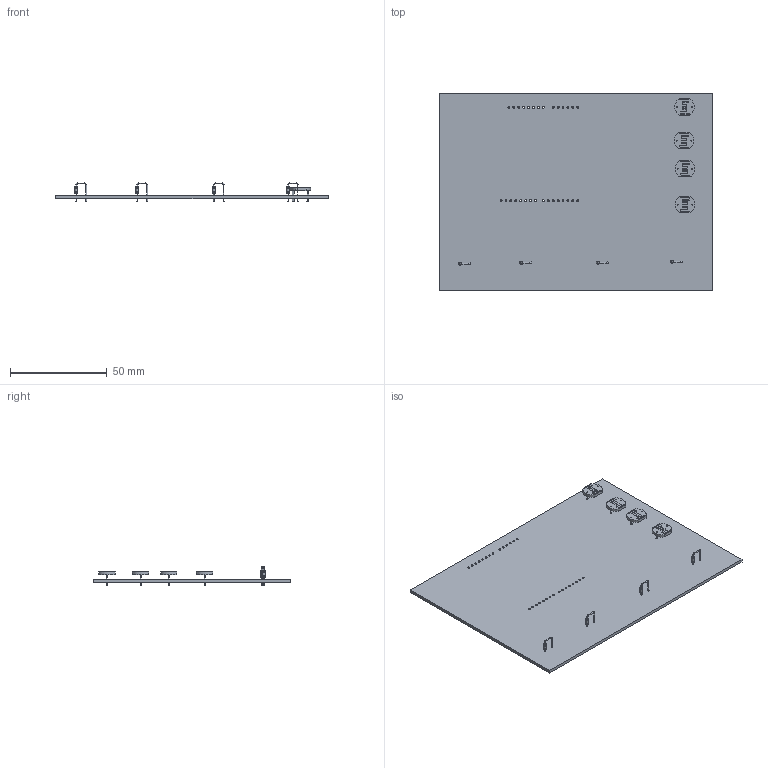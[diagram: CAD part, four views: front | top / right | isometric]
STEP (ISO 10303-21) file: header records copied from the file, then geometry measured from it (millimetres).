
FILE_DESCRIPTION(('KiCad electronic assembly'),'2;1');
FILE_NAME('Solar tracking system PCB.step','2025-10-12T14:47:44',( 'Pcbnew'),('Kicad'),'Open CASCADE STEP processor 7.8', 'KiCad to STEP converter','Unknown');
FILE_SCHEMA(('AUTOMOTIVE_DESIGN { 1 0 10303 214 1 1 1 1 }'));
Length unit declared in the file: millimetre
Products named in the file (6): Solar tracking system PCB 1; R_LDR_10x8.5mm_P7.6mm_Vertical; R_Axial_DIN0204_L3.6mm_D1.6mm_P5.08mm_Vertical; R_Axial_DIN0204_L36mm_D16mm_P508mm_Vertical; _autosave-Solar tracking system PCB_PCB
Assembly tree (11 placements, depth 3):
  Solar tracking system PCB 1
    R_LDR_10x8.5mm_P7.6mm_Vertical  x4
      R_LDR_10x8.5mm_P7.6mm_Vertical
    R_Axial_DIN0204_L3.6mm_D1.6mm_P5.08mm_Vertical  x4
      R_Axial_DIN0204_L36mm_D16mm_P508mm_Vertical
    _autosave-Solar tracking system PCB_PCB
Bounding box: 140.5 x 102 x 9.6 mm (x, y, z)
Volume: 23370.4 mm3; surface area: 30713.9 mm2
Topology: 13 solids, 13 shells, 344 faces, 834 edges, 548 vertices
Faces by surface type: plane 230, cylinder 98, torus 16
Full cylindrical faces by diameter (mm): 0.5 x32, 0.7 x8, 0.8 x8, 1 x30, 1.44 x4, 1.6 x8
Entity records: 4684 total; most frequent: DIRECTION 719, CARTESIAN_POINT 670, ORIENTED_EDGE 642, EDGE_CURVE 321, AXIS2_PLACEMENT_3D 261, FACE_BOUND 225, EDGE_LOOP 225, VERTEX_POINT 212
